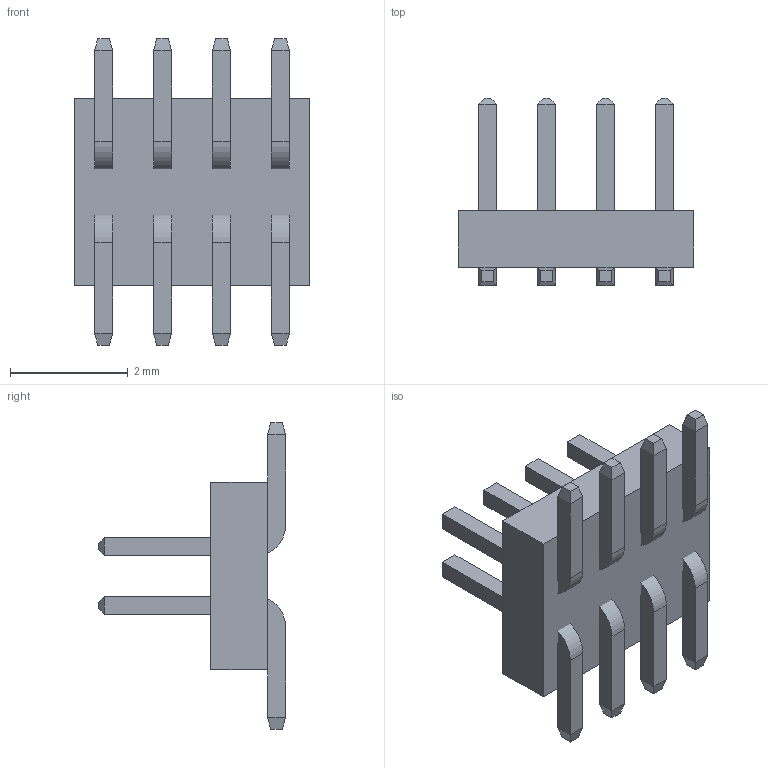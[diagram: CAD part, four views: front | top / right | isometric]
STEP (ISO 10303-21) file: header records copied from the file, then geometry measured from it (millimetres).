
FILE_DESCRIPTION( ( 'STEP AP214' ), '1' );
FILE_NAME( 'FTM-104-02-L-DV.stp', '2019-11-26T21:54:22', ( '' ), ( '' ), ' ', 'PARTsolutions', ' ' );
FILE_SCHEMA( ( 'AUTOMOTIVE_DESIGN { 1 0 10303 214 1 1 1 1 }' ) );
Length unit declared in the file: inch
Products named in the file (3): FTM-104-02-L-DV; _FTM-104-02-L-DV_body; _FTM-104-02-L-DV_pins
Assembly tree (2 placements, depth 2):
  FTM-104-02-L-DV
    _FTM-104-02-L-DV_body
    _FTM-104-02-L-DV_pins
Bounding box: 4 x 3.17 x 5.21 mm (x, y, z)
Volume: 17 mm3; surface area: 98.1 mm2
Topology: 2 solids, 2 shells, 182 faces, 470 edges, 292 vertices
Faces by surface type: plane 174, cylinder 8
Entity records: 6868 total; most frequent: CARTESIAN_POINT 947, ORIENTED_EDGE 940, DIRECTION 856, EDGE_CURVE 470, LINE 454, VECTOR 454, VERTEX_POINT 292, AXIS2_PLACEMENT_3D 201
